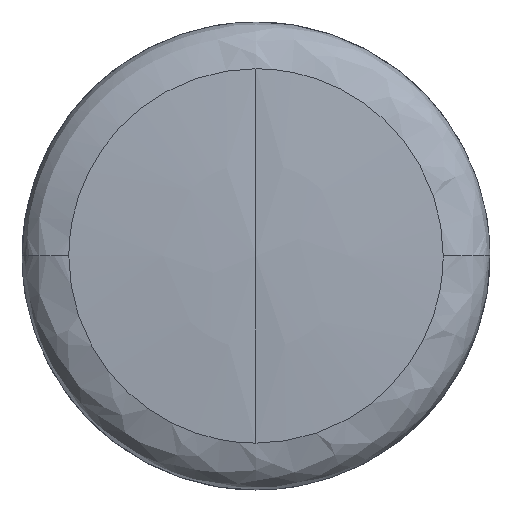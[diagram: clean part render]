
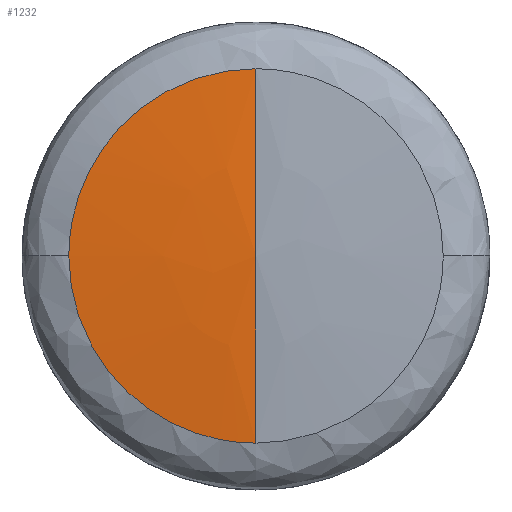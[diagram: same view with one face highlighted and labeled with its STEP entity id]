
A CAD part, top view. The second image highlights one B-rep face of the part: STEP entity #1232.
In plain terms, the highlighted free-form (B-spline) face has degree [2, 2] with [5, 5] control points.
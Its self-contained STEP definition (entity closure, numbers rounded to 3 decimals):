
#1232=ADVANCED_FACE('',(#1433),#4241,.T.);
#1433=FACE_OUTER_BOUND('',#1643,.T.);
#1643=EDGE_LOOP('',(#2501,#2502,#2503,#2504));
#2501=ORIENTED_EDGE('',*,*,#3096,.T.);
#2502=ORIENTED_EDGE('',*,*,#3079,.F.);
#2503=ORIENTED_EDGE('',*,*,#3082,.T.);
#2504=ORIENTED_EDGE('',*,*,#3080,.T.);
#3079=EDGE_CURVE('',#4031,#4030,#3640,.T.);
#3080=EDGE_CURVE('',#4032,#4041,#3641,.T.);
#3082=EDGE_CURVE('',#4031,#4032,#3642,.T.);
#3096=EDGE_CURVE('',#4041,#4030,#3654,.T.);
#3640=(
BOUNDED_CURVE()
B_SPLINE_CURVE(2,(#9606,#9607,#9608),.UNSPECIFIED.,.F.,.F.)
B_SPLINE_CURVE_WITH_KNOTS((3,3),(2646.965,2719.048),
 .UNSPECIFIED.)
CURVE()
GEOMETRIC_REPRESENTATION_ITEM()
RATIONAL_B_SPLINE_CURVE((1.,0.999,1.))
REPRESENTATION_ITEM('')
);
#3641=(
BOUNDED_CURVE()
B_SPLINE_CURVE(2,(#9609,#9610,#9611),.UNSPECIFIED.,.F.,.F.)
B_SPLINE_CURVE_WITH_KNOTS((3,3),(-452.389,-339.292),
 .UNSPECIFIED.)
CURVE()
GEOMETRIC_REPRESENTATION_ITEM()
RATIONAL_B_SPLINE_CURVE((1.,0.707,1.))
REPRESENTATION_ITEM('')
);
#3642=(
BOUNDED_CURVE()
B_SPLINE_CURVE(2,(#9618,#9619,#9620),.UNSPECIFIED.,.F.,.F.)
B_SPLINE_CURVE_WITH_KNOTS((3,3),(-113.097,0.),.UNSPECIFIED.)
CURVE()
GEOMETRIC_REPRESENTATION_ITEM()
RATIONAL_B_SPLINE_CURVE((1.,0.707,1.))
REPRESENTATION_ITEM('')
);
#3654=(
BOUNDED_CURVE()
B_SPLINE_CURVE(2,(#9662,#9663,#9664),.UNSPECIFIED.,.F.,.F.)
B_SPLINE_CURVE_WITH_KNOTS((3,3),(2646.965,2719.048),
 .UNSPECIFIED.)
CURVE()
GEOMETRIC_REPRESENTATION_ITEM()
RATIONAL_B_SPLINE_CURVE((1.,0.999,1.))
REPRESENTATION_ITEM('')
);
#4030=VERTEX_POINT('',#9526);
#4031=VERTEX_POINT('',#9527);
#4032=VERTEX_POINT('',#9528);
#4041=VERTEX_POINT('',#9537);
#4241=(
BOUNDED_SURFACE()
B_SPLINE_SURFACE(2,2,((#9332,#9333,#9334,#9335,#9336),(#9337,#9338,#9339,
#9340,#9341),(#9342,#9343,#9344,#9345,#9346),(#9347,#9348,#9349,#9350,#9351),
(#9352,#9353,#9354,#9355,#9356)),.UNSPECIFIED.,.F.,.F.,.F.)
B_SPLINE_SURFACE_WITH_KNOTS((3,2,3),(3,2,3),(0.,1359.524,2719.048),
(0.,1359.524,2719.048),.UNSPECIFIED.)
GEOMETRIC_REPRESENTATION_ITEM()
RATIONAL_B_SPLINE_SURFACE(((1.,0.707,1.,0.707,1.),
(0.707,0.5,0.707,0.5,0.707),(1.,0.707,
1.,0.707,1.),(0.707,0.5,0.707,0.5,0.707),
(1.,0.707,1.,0.707,1.)))
REPRESENTATION_ITEM('')
SURFACE()
);
#9332=CARTESIAN_POINT('',(0.,0.,-1543.5));
#9333=CARTESIAN_POINT('',(0.,865.5,-1543.5));
#9334=CARTESIAN_POINT('',(0.,865.5,-678.));
#9335=CARTESIAN_POINT('',(0.,865.5,187.5));
#9336=CARTESIAN_POINT('',(0.,0.,187.5));
#9337=CARTESIAN_POINT('',(0.,0.,-1543.5));
#9338=CARTESIAN_POINT('',(-865.5,865.5,-1543.5));
#9339=CARTESIAN_POINT('',(-865.5,865.5,-678.));
#9340=CARTESIAN_POINT('',(-865.5,865.5,187.5));
#9341=CARTESIAN_POINT('',(0.,0.,187.5));
#9342=CARTESIAN_POINT('',(0.,0.,-1543.5));
#9343=CARTESIAN_POINT('',(-865.5,0.,-1543.5));
#9344=CARTESIAN_POINT('',(-865.5,0.,-678.));
#9345=CARTESIAN_POINT('',(-865.5,0.,187.5));
#9346=CARTESIAN_POINT('',(0.,0.,187.5));
#9347=CARTESIAN_POINT('',(0.,0.,-1543.5));
#9348=CARTESIAN_POINT('',(-865.5,-865.5,-1543.5));
#9349=CARTESIAN_POINT('',(-865.5,-865.5,-678.));
#9350=CARTESIAN_POINT('',(-865.5,-865.5,187.5));
#9351=CARTESIAN_POINT('',(0.,0.,187.5));
#9352=CARTESIAN_POINT('',(0.,0.,-1543.5));
#9353=CARTESIAN_POINT('',(0.,-865.5,-1543.5));
#9354=CARTESIAN_POINT('',(0.,-865.5,-678.));
#9355=CARTESIAN_POINT('',(0.,-865.5,187.5));
#9356=CARTESIAN_POINT('',(0.,0.,187.5));
#9526=CARTESIAN_POINT('',(0.,0.,187.5));
#9527=CARTESIAN_POINT('',(0.,72.,184.5));
#9528=CARTESIAN_POINT('',(-72.,0.,184.5));
#9537=CARTESIAN_POINT('',(0.,-72.,184.5));
#9606=CARTESIAN_POINT('',(0.,72.,184.5));
#9607=CARTESIAN_POINT('',(0.,36.062,187.5));
#9608=CARTESIAN_POINT('',(0.,0.,187.5));
#9609=CARTESIAN_POINT('',(-72.,0.,184.5));
#9610=CARTESIAN_POINT('',(-72.,-72.,184.5));
#9611=CARTESIAN_POINT('',(0.,-72.,184.5));
#9618=CARTESIAN_POINT('',(0.,72.,184.5));
#9619=CARTESIAN_POINT('',(-72.,72.,184.5));
#9620=CARTESIAN_POINT('',(-72.,0.,184.5));
#9662=CARTESIAN_POINT('',(0.,-72.,184.5));
#9663=CARTESIAN_POINT('',(0.,-36.063,187.5));
#9664=CARTESIAN_POINT('',(0.,0.,187.5));
